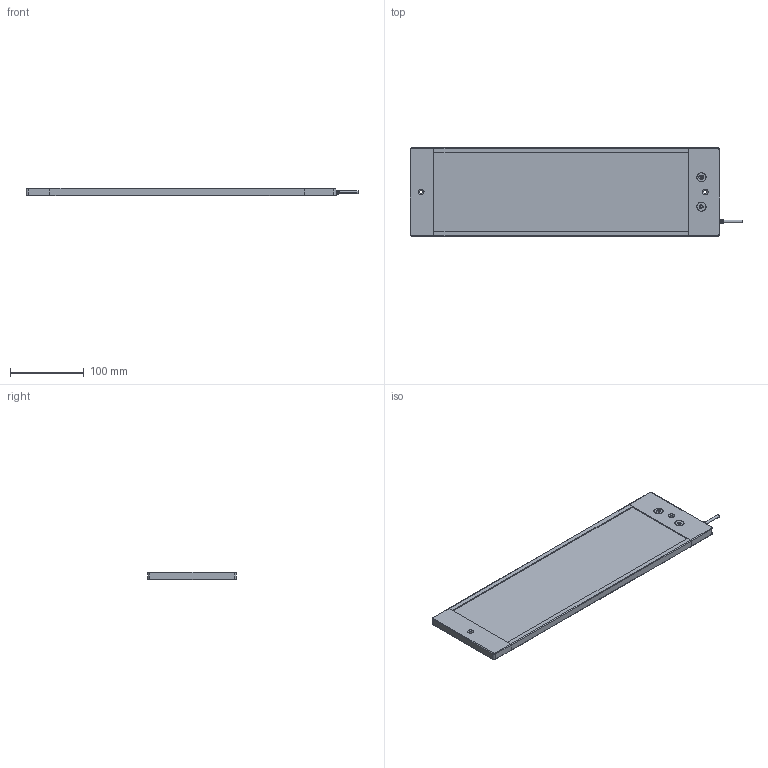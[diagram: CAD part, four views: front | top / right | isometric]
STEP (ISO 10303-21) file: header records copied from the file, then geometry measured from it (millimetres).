
FILE_DESCRIPTION((''),'2;1');
FILE_NAME('NLUD120-25-DC SERIES.stp','2023-12-04T17:48:58',(''),(''),'Mechanical Desktop 2011','Mechanical Desktop 2011',', , ');
FILE_SCHEMA(('CONFIG_CONTROL_DESIGN'));
Length unit declared in the file: millimetre
Products named in the file (1): Product
Bounding box: 450 x 120 x 10.6 mm (x, y, z)
Volume: 475255.8 mm3; surface area: 136546.8 mm2
Topology: 16 solids, 16 shells, 352 faces, 900 edges, 579 vertices
Faces by surface type: plane 129, bspline 113, cylinder 80, cone 26, torus 4
Entity records: 11727 total; most frequent: CARTESIAN_POINT 3185, ORIENTED_EDGE 1780, DIRECTION 1670, EDGE_CURVE 890, VECTOR 582, LINE 582, VERTEX_POINT 579, AXIS2_PLACEMENT_3D 544
